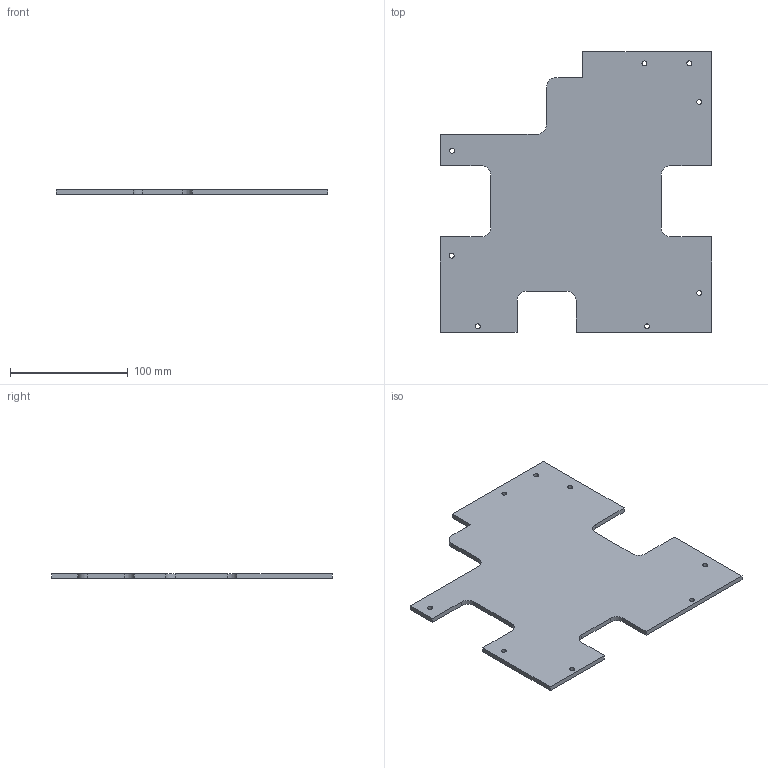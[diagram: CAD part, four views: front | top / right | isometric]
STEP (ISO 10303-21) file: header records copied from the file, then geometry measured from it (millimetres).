
FILE_DESCRIPTION(/* description */ (''),/* implementation_level */ '2;1');
FILE_NAME(/* name */ '',/* time_stamp */ '2025-01-28T15:50:19+03:00',/* author */ ('Phantom'),/* organization */ (''),/* preprocessor_version */ 'ST-DEVELOPER v20',/* originating_system */ 'Autodesk Inventor 2025',/* authorisation */ '');
FILE_SCHEMA (('AUTOMOTIVE_DESIGN { 1 0 10303 214 3 1 1 }'));
Length unit declared in the file: millimetre
Products named in the file (1): ФАЛЬШБОРТА 2
Bounding box: 230 x 238 x 4 mm (x, y, z)
Volume: 162660.5 mm3; surface area: 87169 mm2
Topology: 1 solids, 1 shells, 223 faces, 640 edges, 427 vertices
Faces by surface type: bspline 115, plane 92, cylinder 16
Full cylindrical faces by diameter (mm): 4.2 x8
Entity records: 7575 total; most frequent: CARTESIAN_POINT 2424, ORIENTED_EDGE 1280, DIRECTION 659, EDGE_CURVE 640, VERTEX_POINT 427, LINE 377, VECTOR 377, EDGE_LOOP 247
